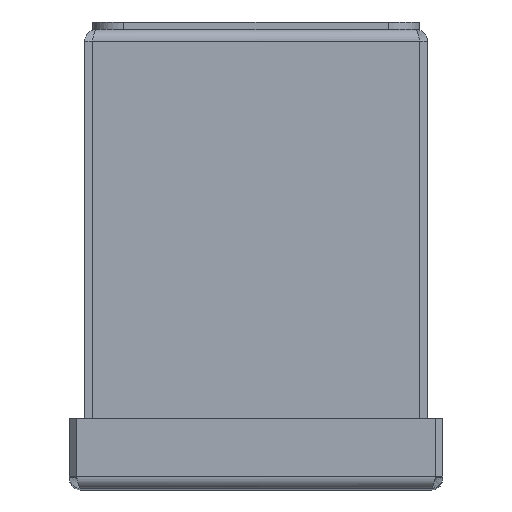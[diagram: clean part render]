
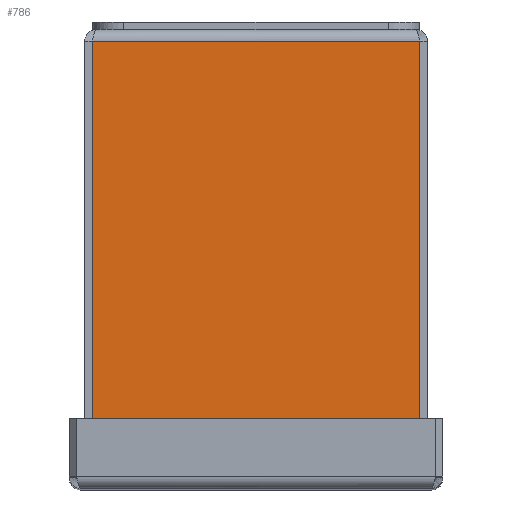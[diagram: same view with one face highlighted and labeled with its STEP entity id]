
A CAD part, top view. The second image highlights one B-rep face of the part: STEP entity #786.
In plain terms, the highlighted planar face has unit normal (0, 0, 1).
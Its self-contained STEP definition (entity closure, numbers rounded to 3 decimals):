
#786 = ADVANCED_FACE( '', ( #1668 ), #1669, .F. );
#1668 = FACE_OUTER_BOUND( '', #2811, .T. );
#1669 = PLANE( '', #2812 );
#2811 = EDGE_LOOP( '', ( #4896, #4897, #4898, #4899 ) );
#2812 = AXIS2_PLACEMENT_3D( '', #4900, #4901, #4902 );
#4896 = ORIENTED_EDGE( '', *, *, #6520, .T. );
#4897 = ORIENTED_EDGE( '', *, *, #7029, .T. );
#4898 = ORIENTED_EDGE( '', *, *, #6936, .F. );
#4899 = ORIENTED_EDGE( '', *, *, #6526, .T. );
#4900 = CARTESIAN_POINT( '', ( 231.623, 0., 88.9 ) );
#4901 = DIRECTION( '', ( 0., 0., -1. ) );
#4902 = DIRECTION( '', ( 0., 1., 0. ) );
#6520 = EDGE_CURVE( '', #7533, #7531, #7534, .T. );
#6526 = EDGE_CURVE( '', #7537, #7533, #7543, .T. );
#6936 = EDGE_CURVE( '', #7537, #8192, #8193, .T. );
#7029 = EDGE_CURVE( '', #7531, #8192, #8322, .T. );
#7531 = VERTEX_POINT( '', #9017 );
#7533 = VERTEX_POINT( '', #9019 );
#7534 = LINE( '', #9020, #9021 );
#7537 = VERTEX_POINT( '', #9025 );
#7543 = LINE( '', #9050, #9051 );
#8192 = VERTEX_POINT( '', #10736 );
#8193 = LINE( '', #10737, #10738 );
#8322 = LINE( '', #11029, #11030 );
#9017 = CARTESIAN_POINT( '', ( -33.398, -86.563, 88.9 ) );
#9019 = CARTESIAN_POINT( '', ( -33.398, -2.337, 88.9 ) );
#9020 = CARTESIAN_POINT( '', ( -33.398, -2.337, 88.9 ) );
#9021 = VECTOR( '', #11912, 1000. );
#9025 = CARTESIAN_POINT( '', ( 33.398, -2.337, 88.9 ) );
#9050 = CARTESIAN_POINT( '', ( 231.623, -2.337, 88.9 ) );
#9051 = VECTOR( '', #11915, 1000. );
#10736 = CARTESIAN_POINT( '', ( 33.398, -86.563, 88.9 ) );
#10737 = CARTESIAN_POINT( '', ( 33.398, -2.337, 88.9 ) );
#10738 = VECTOR( '', #12181, 1000. );
#11029 = CARTESIAN_POINT( '', ( -33.398, -86.563, 88.9 ) );
#11030 = VECTOR( '', #12262, 1000. );
#11912 = DIRECTION( '', ( 0., -1., 0. ) );
#11915 = DIRECTION( '', ( -1., 0., 0. ) );
#12181 = DIRECTION( '', ( 0., -1., 0. ) );
#12262 = DIRECTION( '', ( 1., 0., 0. ) );
